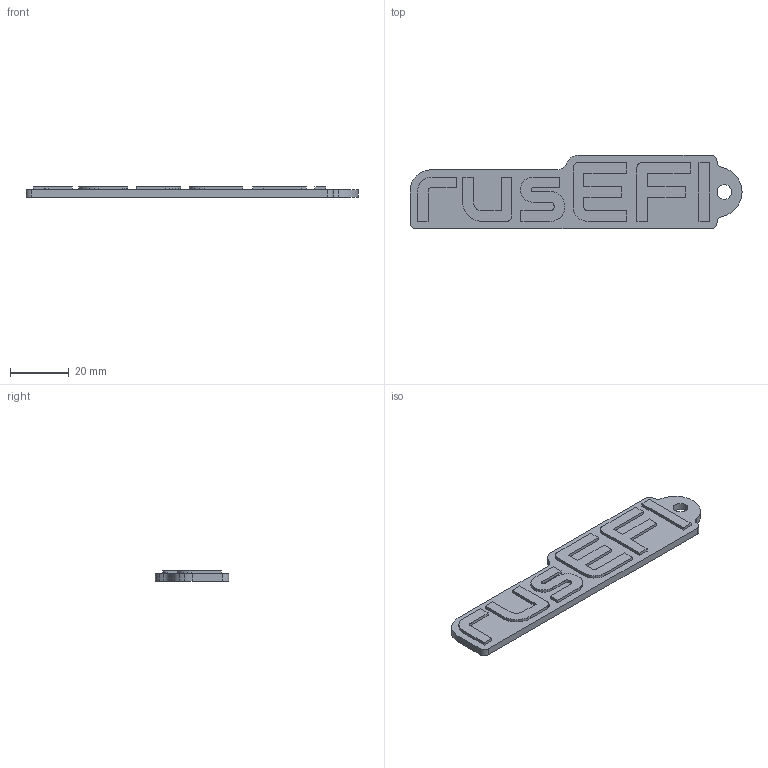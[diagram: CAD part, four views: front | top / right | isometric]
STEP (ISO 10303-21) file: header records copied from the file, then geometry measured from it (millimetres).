
FILE_DESCRIPTION(/* description */ (''),/* implementation_level */ '2;1');
FILE_NAME(/* name */ 'rusEFI Key chain.step',/* time_stamp */ '2025-12-21T09:55:39-06:00',/* author */ (''),/* organization */ (''),/* preprocessor_version */ 'ST-DEVELOPER v20.1',/* originating_system */ 'Autodesk Translation Framework v14.21.0.0',/* authorisation */ '');
FILE_SCHEMA (('AUTOMOTIVE_DESIGN { 1 0 10303 214 3 1 1 }'));
Length unit declared in the file: millimetre
Products named in the file (1): rusEFI Key chain
Bounding box: 112.89 x 25 x 3.5 mm (x, y, z)
Volume: 6907.3 mm3; surface area: 7722.8 mm2
Topology: 7 solids, 7 shells, 149 faces, 405 edges, 270 vertices
Faces by surface type: bspline 74, plane 67, cylinder 8
Full cylindrical faces by diameter (mm): 5 x1
Entity records: 4909 total; most frequent: CARTESIAN_POINT 1592, ORIENTED_EDGE 810, DIRECTION 425, EDGE_CURVE 405, VERTEX_POINT 270, LINE 241, VECTOR 241, EDGE_LOOP 151
